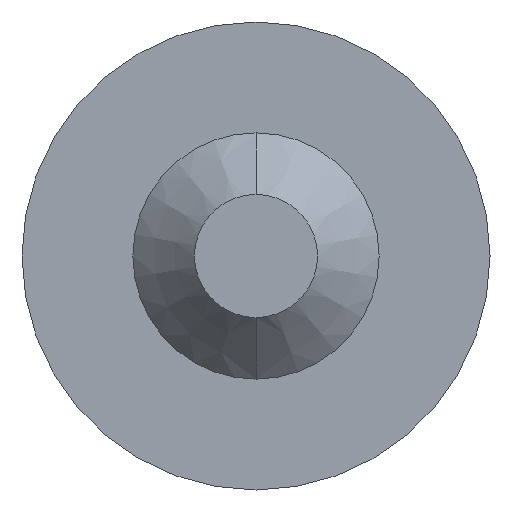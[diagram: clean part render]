
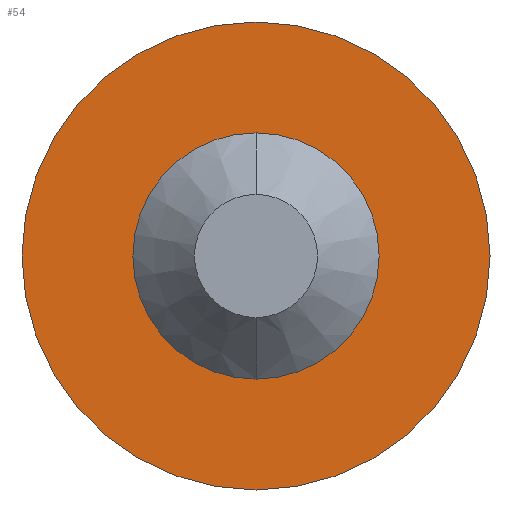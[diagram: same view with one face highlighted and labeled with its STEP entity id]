
A CAD part, front view. The second image highlights one B-rep face of the part: STEP entity #54.
In plain terms, the highlighted planar face has unit normal (0, -1, 0).
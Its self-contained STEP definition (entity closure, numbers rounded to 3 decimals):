
#12 = PLANE ( 'NONE',  #194 ) ;
#21 = CARTESIAN_POINT ( 'NONE',  ( 0., 0., 0. ) ) ;
#26 = DIRECTION ( 'NONE',  ( 0., 0., 1. ) ) ;
#38 = ORIENTED_EDGE ( 'NONE', *, *, #110, .T. ) ;
#54 = ADVANCED_FACE ( 'NONE', ( #348, #593 ), #12, .F. ) ;
#59 = DIRECTION ( 'NONE',  ( 0., 0., 1. ) ) ;
#73 = CARTESIAN_POINT ( 'NONE',  ( 0., 0., 1.9 ) ) ;
#97 = EDGE_CURVE ( 'NONE', #375, #179, #592, .T. ) ;
#106 = ORIENTED_EDGE ( 'NONE', *, *, #97, .F. ) ;
#110 = EDGE_CURVE ( 'NONE', #415, #523, #231, .T. ) ;
#125 = DIRECTION ( 'NONE',  ( 0., 0., 1. ) ) ;
#170 = DIRECTION ( 'NONE',  ( 0., 0., 1. ) ) ;
#175 = EDGE_CURVE ( 'NONE', #523, #415, #561, .T. ) ;
#179 = VERTEX_POINT ( 'NONE', #73 ) ;
#187 = AXIS2_PLACEMENT_3D ( 'NONE', #21, #398, #125 ) ;
#194 = AXIS2_PLACEMENT_3D ( 'NONE', #261, #599, #59 ) ;
#211 = AXIS2_PLACEMENT_3D ( 'NONE', #436, #544, #170 ) ;
#222 = CARTESIAN_POINT ( 'NONE',  ( 0., 0., 0. ) ) ;
#231 = CIRCLE ( 'NONE', #282, 1. ) ;
#248 = EDGE_LOOP ( 'NONE', ( #106, #508 ) ) ;
#256 = AXIS2_PLACEMENT_3D ( 'NONE', #276, #460, #26 ) ;
#260 = CIRCLE ( 'NONE', #256, 1.9 ) ;
#261 = CARTESIAN_POINT ( 'NONE',  ( 0., 0., 0. ) ) ;
#273 = EDGE_CURVE ( 'NONE', #179, #375, #260, .T. ) ;
#276 = CARTESIAN_POINT ( 'NONE',  ( 0., 0., 0. ) ) ;
#282 = AXIS2_PLACEMENT_3D ( 'NONE', #222, #315, #603 ) ;
#315 = DIRECTION ( 'NONE',  ( 0., 1., 0. ) ) ;
#331 = CARTESIAN_POINT ( 'NONE',  ( 0., 0., -1.9 ) ) ;
#336 = CARTESIAN_POINT ( 'NONE',  ( 0., 0., 1. ) ) ;
#348 = FACE_BOUND ( 'NONE', #388, .T. ) ;
#375 = VERTEX_POINT ( 'NONE', #331 ) ;
#388 = EDGE_LOOP ( 'NONE', ( #38, #413 ) ) ;
#398 = DIRECTION ( 'NONE',  ( 0., 1., 0. ) ) ;
#413 = ORIENTED_EDGE ( 'NONE', *, *, #175, .T. ) ;
#415 = VERTEX_POINT ( 'NONE', #336 ) ;
#429 = CARTESIAN_POINT ( 'NONE',  ( 0., 0., -1. ) ) ;
#436 = CARTESIAN_POINT ( 'NONE',  ( 0., 0., 0. ) ) ;
#460 = DIRECTION ( 'NONE',  ( 0., 1., 0. ) ) ;
#508 = ORIENTED_EDGE ( 'NONE', *, *, #273, .F. ) ;
#523 = VERTEX_POINT ( 'NONE', #429 ) ;
#544 = DIRECTION ( 'NONE',  ( 0., 1., 0. ) ) ;
#561 = CIRCLE ( 'NONE', #187, 1. ) ;
#592 = CIRCLE ( 'NONE', #211, 1.9 ) ;
#593 = FACE_OUTER_BOUND ( 'NONE', #248, .T. ) ;
#599 = DIRECTION ( 'NONE',  ( 0., 1., 0. ) ) ;
#603 = DIRECTION ( 'NONE',  ( 0., 0., 1. ) ) ;
